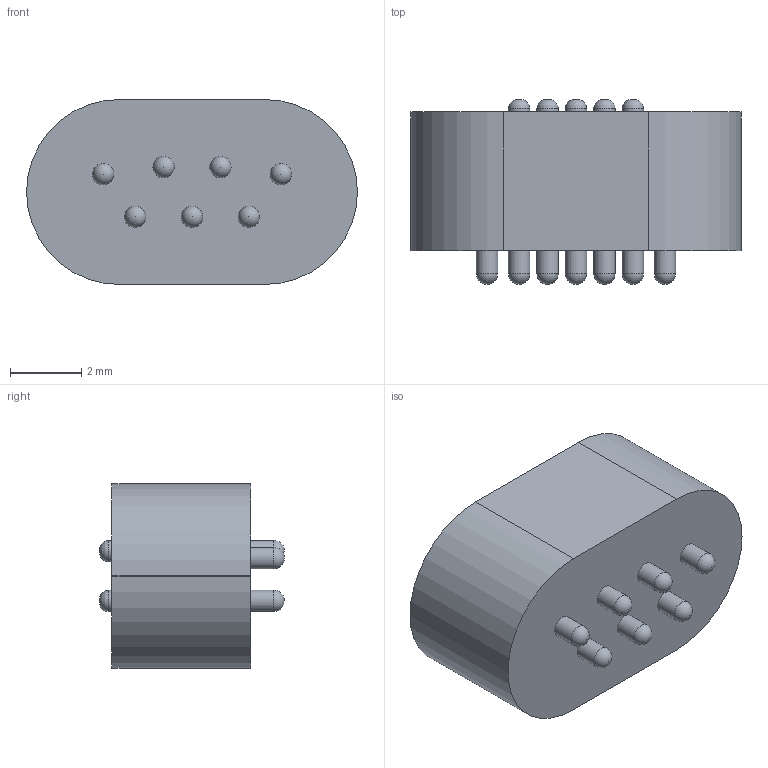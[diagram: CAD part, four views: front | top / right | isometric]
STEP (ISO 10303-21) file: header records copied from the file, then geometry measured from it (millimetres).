
FILE_DESCRIPTION(/* description */ (''),/* implementation_level */ '2;1');
FILE_NAME(/* name */ 'HTP-CON-M413-M.step',/* time_stamp */ '2023-05-17T10:48:39+03:00',/* author */ (''),/* organization */ (''),/* preprocessor_version */ 'ST-DEVELOPER v19.2',/* originating_system */ 'Autodesk Translation Framework v12.4.0.73',/* authorisation */ '');
FILE_SCHEMA (('AUTOMOTIVE_DESIGN { 1 0 10303 214 3 1 1 }'));
Length unit declared in the file: millimetre
Products named in the file (2): HTP-CON-M413; HTP-CON-M413-M
Assembly tree (1 placements, depth 2):
  HTP-CON-M413
    HTP-CON-M413-M
Bounding box: 9.3 x 5.2 x 5.2 mm (x, y, z)
Volume: 159.4 mm3; surface area: 204.8 mm2
Topology: 1 solids, 1 shells, 48 faces, 120 edges, 80 vertices
Faces by surface type: cylinder 20, plane 16, sphere 7, bspline 5
Full cylindrical faces by diameter (mm): 0.6 x12
Entity records: 1601 total; most frequent: CARTESIAN_POINT 374, DIRECTION 274, ORIENTED_EDGE 226, AXIS2_PLACEMENT_3D 115, EDGE_CURVE 113, VERTEX_POINT 80, CIRCLE 69, EDGE_LOOP 61
